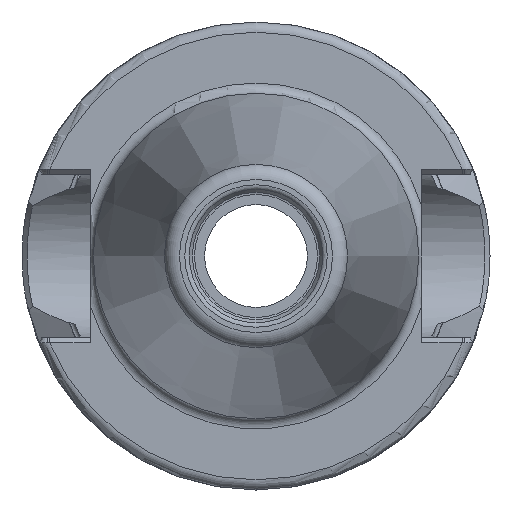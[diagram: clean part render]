
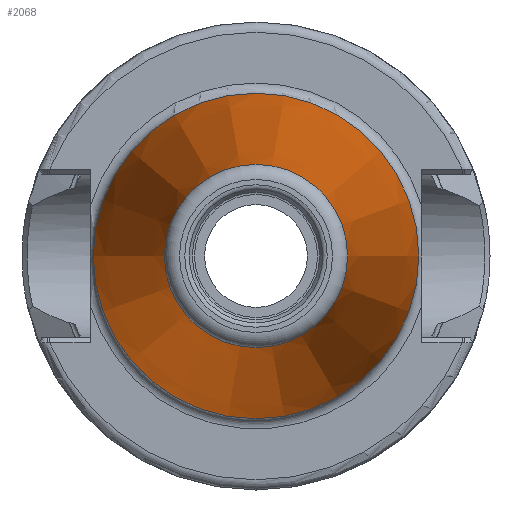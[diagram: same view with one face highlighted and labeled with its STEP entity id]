
A CAD part, left-side view. The second image highlights one B-rep face of the part: STEP entity #2068.
In plain terms, the highlighted conical face has half-angle 8.297 degrees and reference radius 12.502 mm.
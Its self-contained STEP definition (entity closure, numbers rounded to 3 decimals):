
#53=CONICAL_SURFACE('',#2259,12.502,0.145);
#252=FACE_OUTER_BOUND('',#368,.T.);
#368=EDGE_LOOP('',(#1673,#1674,#1675,#1676,#1677,#1678,#1679));
#491=LINE('',#4088,#585);
#585=VECTOR('',#2704,12.502);
#683=CIRCLE('',#2255,9.004);
#684=CIRCLE('',#2256,9.004);
#685=CIRCLE('',#2257,9.004);
#687=CIRCLE('',#2260,15.999);
#688=CIRCLE('',#2261,15.999);
#905=VERTEX_POINT('',#4076);
#906=VERTEX_POINT('',#4077);
#907=VERTEX_POINT('',#4079);
#908=VERTEX_POINT('',#4084);
#909=VERTEX_POINT('',#4085);
#1186=EDGE_CURVE('',#905,#906,#683,.T.);
#1187=EDGE_CURVE('',#907,#905,#684,.T.);
#1188=EDGE_CURVE('',#906,#907,#685,.T.);
#1190=EDGE_CURVE('',#908,#909,#687,.T.);
#1191=EDGE_CURVE('',#909,#908,#688,.T.);
#1192=EDGE_CURVE('',#909,#907,#491,.T.);
#1673=ORIENTED_EDGE('',*,*,#1190,.F.);
#1674=ORIENTED_EDGE('',*,*,#1191,.F.);
#1675=ORIENTED_EDGE('',*,*,#1192,.T.);
#1676=ORIENTED_EDGE('',*,*,#1187,.T.);
#1677=ORIENTED_EDGE('',*,*,#1186,.T.);
#1678=ORIENTED_EDGE('',*,*,#1188,.T.);
#1679=ORIENTED_EDGE('',*,*,#1192,.F.);
#2068=ADVANCED_FACE('',(#252),#53,.T.);
#2255=AXIS2_PLACEMENT_3D('',#4078,#2690,#2691);
#2256=AXIS2_PLACEMENT_3D('',#4080,#2692,#2693);
#2257=AXIS2_PLACEMENT_3D('',#4081,#2694,#2695);
#2259=AXIS2_PLACEMENT_3D('',#4083,#2698,#2699);
#2260=AXIS2_PLACEMENT_3D('',#4086,#2700,#2701);
#2261=AXIS2_PLACEMENT_3D('',#4087,#2702,#2703);
#2690=DIRECTION('center_axis',(1.,0.,0.));
#2691=DIRECTION('ref_axis',(0.,0.,-1.));
#2692=DIRECTION('center_axis',(1.,0.,0.));
#2693=DIRECTION('ref_axis',(0.,0.,-1.));
#2694=DIRECTION('center_axis',(1.,0.,0.));
#2695=DIRECTION('ref_axis',(0.,0.,-1.));
#2698=DIRECTION('center_axis',(1.,0.,0.));
#2699=DIRECTION('ref_axis',(0.,1.,0.));
#2700=DIRECTION('center_axis',(1.,0.,0.));
#2701=DIRECTION('ref_axis',(0.,0.,-1.));
#2702=DIRECTION('center_axis',(1.,0.,0.));
#2703=DIRECTION('ref_axis',(0.,0.,-1.));
#2704=DIRECTION('',(-0.99,0.144,0.));
#4076=CARTESIAN_POINT('',(-47.116,9.004,0.));
#4077=CARTESIAN_POINT('',(-47.116,0.,9.004));
#4078=CARTESIAN_POINT('Origin',(-47.116,0.,
0.));
#4079=CARTESIAN_POINT('',(-47.116,-9.004,0.));
#4080=CARTESIAN_POINT('Origin',(-47.116,0.,
0.));
#4081=CARTESIAN_POINT('Origin',(-47.116,0.,
0.));
#4083=CARTESIAN_POINT('Origin',(-23.132,0.,
0.));
#4084=CARTESIAN_POINT('',(0.852,15.999,0.));
#4085=CARTESIAN_POINT('',(0.852,-15.999,0.));
#4086=CARTESIAN_POINT('Origin',(0.852,0.,
0.));
#4087=CARTESIAN_POINT('Origin',(0.852,0.,
0.));
#4088=CARTESIAN_POINT('',(-23.132,-12.502,0.));
